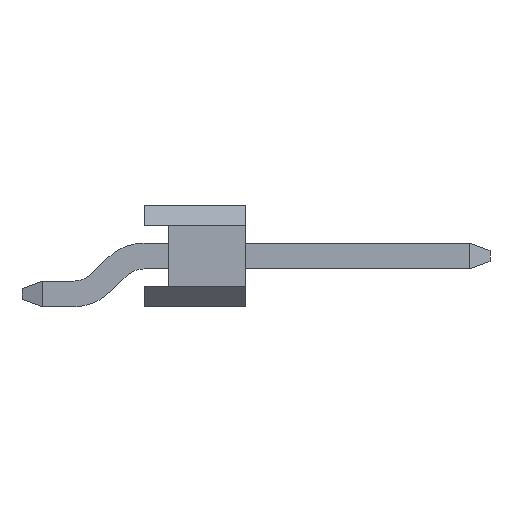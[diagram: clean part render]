
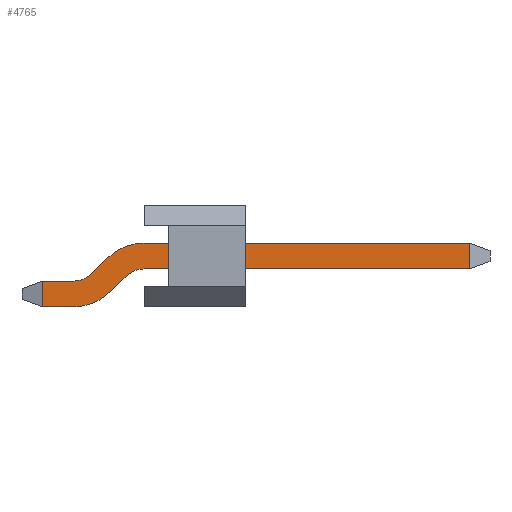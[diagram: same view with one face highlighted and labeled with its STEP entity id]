
A CAD part, front view. The second image highlights one B-rep face of the part: STEP entity #4765.
In plain terms, the highlighted planar face has unit normal (0, -1, 0).
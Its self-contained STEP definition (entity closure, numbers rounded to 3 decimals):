
#4610 = VERTEX_POINT('',#4611);
#4611 = CARTESIAN_POINT('',(2.111,-0.318,0.933));
#4617 = EDGE_CURVE('',#4610,#4618,#4620,.T.);
#4618 = VERTEX_POINT('',#4619);
#4619 = CARTESIAN_POINT('',(10.103,-0.318,0.933));
#4620 = LINE('',#4621,#4622);
#4621 = CARTESIAN_POINT('',(2.111,-0.318,0.933));
#4622 = VECTOR('',#4623,1.);
#4623 = DIRECTION('',(1.,0.,0.));
#4765 = ADVANCED_FACE('',(#4766),#4859,.F.);
#4766 = FACE_BOUND('',#4767,.F.);
#4767 = EDGE_LOOP('',(#4768,#4769,#4778,#4786,#4795,#4803,#4811,#4819,
    #4828,#4836,#4845,#4853));
#4768 = ORIENTED_EDGE('',*,*,#4617,.F.);
#4769 = ORIENTED_EDGE('',*,*,#4770,.T.);
#4770 = EDGE_CURVE('',#4610,#4771,#4773,.T.);
#4771 = VERTEX_POINT('',#4772);
#4772 = CARTESIAN_POINT('',(1.667,-0.318,0.751));
#4773 = CIRCLE('',#4774,0.635);
#4774 = AXIS2_PLACEMENT_3D('',#4775,#4776,#4777);
#4775 = CARTESIAN_POINT('',(2.111,-0.318,0.298));
#4776 = DIRECTION('',(0.,-1.,0.));
#4777 = DIRECTION('',(-1.,0.,0.));
#4778 = ORIENTED_EDGE('',*,*,#4779,.T.);
#4779 = EDGE_CURVE('',#4771,#4780,#4782,.T.);
#4780 = VERTEX_POINT('',#4781);
#4781 = CARTESIAN_POINT('',(1.269,-0.318,0.362));
#4782 = LINE('',#4783,#4784);
#4783 = CARTESIAN_POINT('',(1.667,-0.318,0.751));
#4784 = VECTOR('',#4785,1.);
#4785 = DIRECTION('',(-0.715,0.,
    -0.699));
#4786 = ORIENTED_EDGE('',*,*,#4787,.F.);
#4787 = EDGE_CURVE('',#4788,#4780,#4790,.T.);
#4788 = VERTEX_POINT('',#4789);
#4789 = CARTESIAN_POINT('',(0.381,-0.318,0.));
#4790 = CIRCLE('',#4791,1.27);
#4791 = AXIS2_PLACEMENT_3D('',#4792,#4793,#4794);
#4792 = CARTESIAN_POINT('',(0.381,-0.318,1.27));
#4793 = DIRECTION('',(0.,-1.,0.));
#4794 = DIRECTION('',(-1.,0.,0.));
#4795 = ORIENTED_EDGE('',*,*,#4796,.F.);
#4796 = EDGE_CURVE('',#4797,#4788,#4799,.T.);
#4797 = VERTEX_POINT('',#4798);
#4798 = CARTESIAN_POINT('',(-0.381,-0.318,0.));
#4799 = LINE('',#4800,#4801);
#4800 = CARTESIAN_POINT('',(-0.889,-0.318,0.));
#4801 = VECTOR('',#4802,1.);
#4802 = DIRECTION('',(1.,0.,0.));
#4803 = ORIENTED_EDGE('',*,*,#4804,.F.);
#4804 = EDGE_CURVE('',#4805,#4797,#4807,.T.);
#4805 = VERTEX_POINT('',#4806);
#4806 = CARTESIAN_POINT('',(-0.381,-0.318,0.635));
#4807 = LINE('',#4808,#4809);
#4808 = CARTESIAN_POINT('',(-0.381,-0.318,0.845));
#4809 = VECTOR('',#4810,1.);
#4810 = DIRECTION('',(0.,0.,-1.));
#4811 = ORIENTED_EDGE('',*,*,#4812,.F.);
#4812 = EDGE_CURVE('',#4813,#4805,#4815,.T.);
#4813 = VERTEX_POINT('',#4814);
#4814 = CARTESIAN_POINT('',(0.381,-0.318,0.635));
#4815 = LINE('',#4816,#4817);
#4816 = CARTESIAN_POINT('',(0.381,-0.318,0.635));
#4817 = VECTOR('',#4818,1.);
#4818 = DIRECTION('',(-1.,0.,0.));
#4819 = ORIENTED_EDGE('',*,*,#4820,.T.);
#4820 = EDGE_CURVE('',#4813,#4821,#4823,.T.);
#4821 = VERTEX_POINT('',#4822);
#4822 = CARTESIAN_POINT('',(0.825,-0.318,0.816));
#4823 = CIRCLE('',#4824,0.635);
#4824 = AXIS2_PLACEMENT_3D('',#4825,#4826,#4827);
#4825 = CARTESIAN_POINT('',(0.381,-0.318,1.27));
#4826 = DIRECTION('',(0.,-1.,0.));
#4827 = DIRECTION('',(-1.,0.,0.));
#4828 = ORIENTED_EDGE('',*,*,#4829,.T.);
#4829 = EDGE_CURVE('',#4821,#4830,#4832,.T.);
#4830 = VERTEX_POINT('',#4831);
#4831 = CARTESIAN_POINT('',(1.223,-0.318,1.205));
#4832 = LINE('',#4833,#4834);
#4833 = CARTESIAN_POINT('',(0.825,-0.318,0.816));
#4834 = VECTOR('',#4835,1.);
#4835 = DIRECTION('',(0.715,0.,0.699)
  );
#4836 = ORIENTED_EDGE('',*,*,#4837,.F.);
#4837 = EDGE_CURVE('',#4838,#4830,#4840,.T.);
#4838 = VERTEX_POINT('',#4839);
#4839 = CARTESIAN_POINT('',(2.111,-0.318,1.568));
#4840 = CIRCLE('',#4841,1.27);
#4841 = AXIS2_PLACEMENT_3D('',#4842,#4843,#4844);
#4842 = CARTESIAN_POINT('',(2.111,-0.318,0.298));
#4843 = DIRECTION('',(0.,-1.,0.));
#4844 = DIRECTION('',(-1.,0.,0.));
#4845 = ORIENTED_EDGE('',*,*,#4846,.F.);
#4846 = EDGE_CURVE('',#4847,#4838,#4849,.T.);
#4847 = VERTEX_POINT('',#4848);
#4848 = CARTESIAN_POINT('',(10.103,-0.318,1.568));
#4849 = LINE('',#4850,#4851);
#4850 = CARTESIAN_POINT('',(10.611,-0.318,1.568));
#4851 = VECTOR('',#4852,1.);
#4852 = DIRECTION('',(-1.,0.,0.));
#4853 = ORIENTED_EDGE('',*,*,#4854,.F.);
#4854 = EDGE_CURVE('',#4618,#4847,#4855,.T.);
#4855 = LINE('',#4856,#4857);
#4856 = CARTESIAN_POINT('',(10.103,-0.318,1.311));
#4857 = VECTOR('',#4858,1.);
#4858 = DIRECTION('',(0.,0.,1.));
#4859 = PLANE('',#4860);
#4860 = AXIS2_PLACEMENT_3D('',#4861,#4862,#4863);
#4861 = CARTESIAN_POINT('',(4.774,-0.318,1.055));
#4862 = DIRECTION('',(0.,1.,0.));
#4863 = DIRECTION('',(0.,0.,1.));
